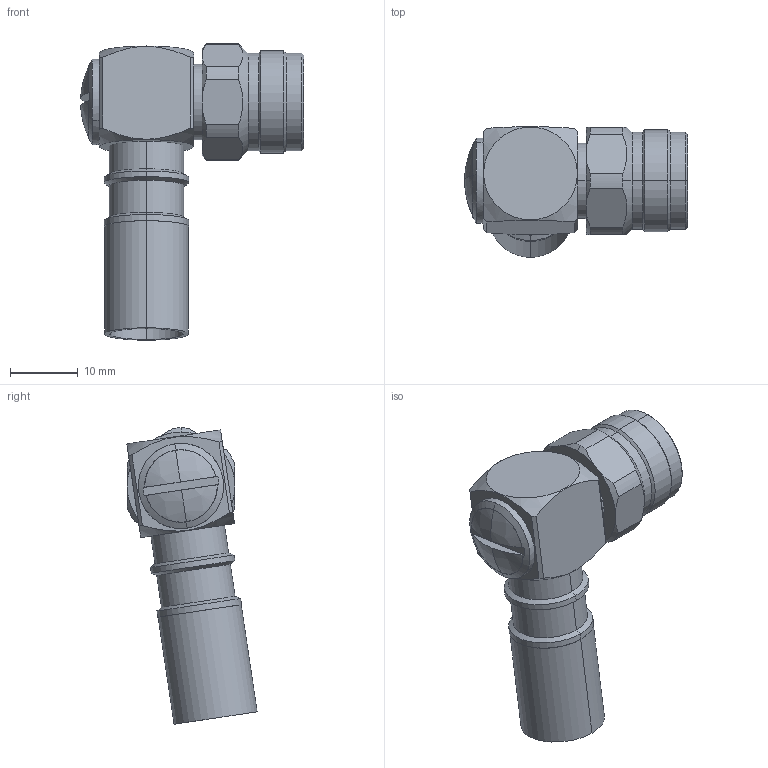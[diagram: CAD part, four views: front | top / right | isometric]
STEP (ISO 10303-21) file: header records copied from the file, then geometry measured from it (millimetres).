
FILE_DESCRIPTION (( 'STEP AP203' ), '1' );
FILE_NAME ('3190-6147(TC-400-TM-RP-RA-D).STEP', '2019-05-06T07:18:24', ( '' ), ( '' ), 'SwSTEP 2.0', 'SolidWorks 2017', '' );
FILE_SCHEMA (( 'CONFIG_CONTROL_DESIGN' ));
Length unit declared in the file: millimetre
Products named in the file (1): 3190-6147(TC-400-TM-RP-RA-D)
Bounding box: 32.96 x 19.25 x 43.8 mm (x, y, z)
Volume: 7114.3 mm3; surface area: 5394 mm2
Topology: 2 solids, 2 shells, 204 faces, 530 edges, 340 vertices
Faces by surface type: plane 77, cone 58, cylinder 57, torus 6, sphere 6
Entity records: 6694 total; most frequent: CARTESIAN_POINT 1611, DIRECTION 1069, ORIENTED_EDGE 1056, EDGE_CURVE 528, AXIS2_PLACEMENT_3D 430, VERTEX_POINT 340, CIRCLE 225, EDGE_LOOP 216
